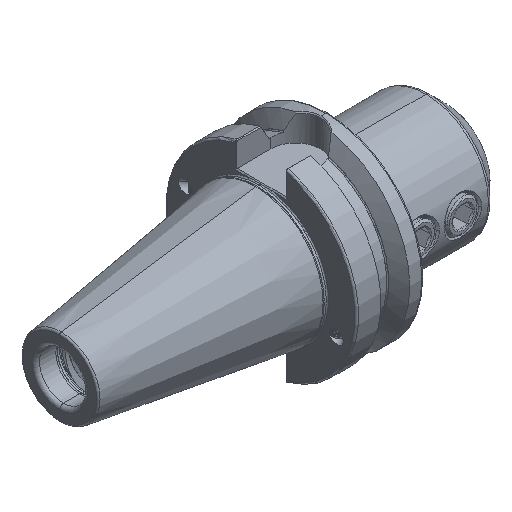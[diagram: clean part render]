
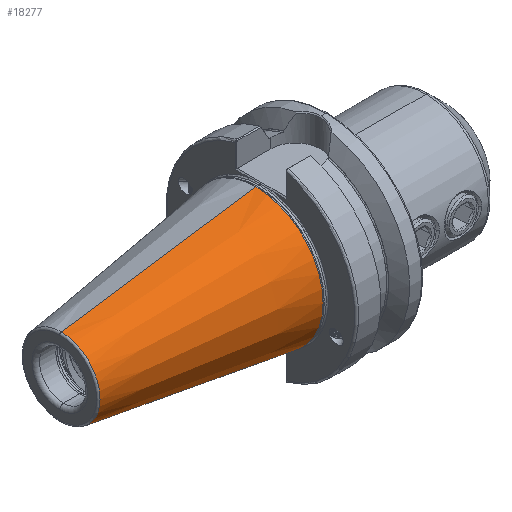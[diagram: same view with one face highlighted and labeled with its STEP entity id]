
A CAD part, isometric view. The second image highlights one B-rep face of the part: STEP entity #18277.
In plain terms, the highlighted conical face has half-angle 8.297 degrees and reference radius 34.998 mm.
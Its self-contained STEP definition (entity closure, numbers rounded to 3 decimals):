
#217 = EDGE_CURVE ( 'NONE', #15626, #15572, #15346, .T. ) ;
#234 = EDGE_CURVE ( 'NONE', #15595, #15614, #15373, .T. ) ;
#447 = EDGE_CURVE ( 'NONE', #15614, #15572, #851, .T. ) ;
#462 = EDGE_CURVE ( 'NONE', #15595, #15626, #894, .T. ) ;
#851 = LINE ( 'NONE', #7753, #866 ) ;
#853 = VECTOR ( 'NONE', #7771, 1000. ) ;
#866 = VECTOR ( 'NONE', #7733, 1000. ) ;
#894 = LINE ( 'NONE', #7797, #853 ) ;
#7733 = DIRECTION ( 'NONE',  ( 0.99, 0., -0.144 ) ) ;
#7753 = CARTESIAN_POINT ( 'NONE',  ( -2.5, 0., -34.998 ) ) ;
#7771 = DIRECTION ( 'NONE',  ( 0.99, 0., 0.144 ) ) ;
#7797 = CARTESIAN_POINT ( 'NONE',  ( -2.5, 0., 34.998 ) ) ;
#13894 = ORIENTED_EDGE ( 'NONE', *, *, #234, .T. ) ;
#13906 = ORIENTED_EDGE ( 'NONE', *, *, #217, .F. ) ;
#14960 = CARTESIAN_POINT ( 'NONE',  ( -2.5, 0., 0. ) ) ;
#14970 = DIRECTION ( 'NONE',  ( 1., 0., 0. ) ) ;
#14976 = DIRECTION ( 'NONE',  ( 0., 0., -1. ) ) ;
#15346 = CIRCLE ( 'NONE', #27787, 34.998 ) ;
#15373 = CIRCLE ( 'NONE', #27817, 20.204 ) ;
#15572 = VERTEX_POINT ( 'NONE', #44660 ) ;
#15595 = VERTEX_POINT ( 'NONE', #44646 ) ;
#15614 = VERTEX_POINT ( 'NONE', #44687 ) ;
#15626 = VERTEX_POINT ( 'NONE', #44686 ) ;
#18277 = ADVANCED_FACE ( 'NONE', ( #19690 ), #19194, .T. ) ;
#19194 = CONICAL_SURFACE ( 'NONE', #41870, 34.998, 0.145 ) ;
#19690 = FACE_OUTER_BOUND ( 'NONE', #41492, .T. ) ;
#27787 = AXIS2_PLACEMENT_3D ( 'NONE', #14960, #14970, #14976 ) ;
#27817 = AXIS2_PLACEMENT_3D ( 'NONE', #42645, #42624, #42617 ) ;
#29939 = CARTESIAN_POINT ( 'NONE',  ( -2.5, 0., 0. ) ) ;
#29957 = DIRECTION ( 'NONE',  ( 0., 0., -1. ) ) ;
#29974 = DIRECTION ( 'NONE',  ( 1., 0., 0. ) ) ;
#41492 = EDGE_LOOP ( 'NONE', ( #42447, #13894, #42425, #13906 ) ) ;
#41870 = AXIS2_PLACEMENT_3D ( 'NONE', #29939, #29974, #29957 ) ;
#42425 = ORIENTED_EDGE ( 'NONE', *, *, #447, .T. ) ;
#42447 = ORIENTED_EDGE ( 'NONE', *, *, #462, .F. ) ;
#42617 = DIRECTION ( 'NONE',  ( 0., 0., -1. ) ) ;
#42624 = DIRECTION ( 'NONE',  ( 1., 0., 0. ) ) ;
#42645 = CARTESIAN_POINT ( 'NONE',  ( -103.944, 0., 0. ) ) ;
#44646 = CARTESIAN_POINT ( 'NONE',  ( -103.944, 0., 20.204 ) ) ;
#44660 = CARTESIAN_POINT ( 'NONE',  ( -2.5, 0., -34.998 ) ) ;
#44686 = CARTESIAN_POINT ( 'NONE',  ( -2.5, 0., 34.998 ) ) ;
#44687 = CARTESIAN_POINT ( 'NONE',  ( -103.944, 0., -20.204 ) ) ;
